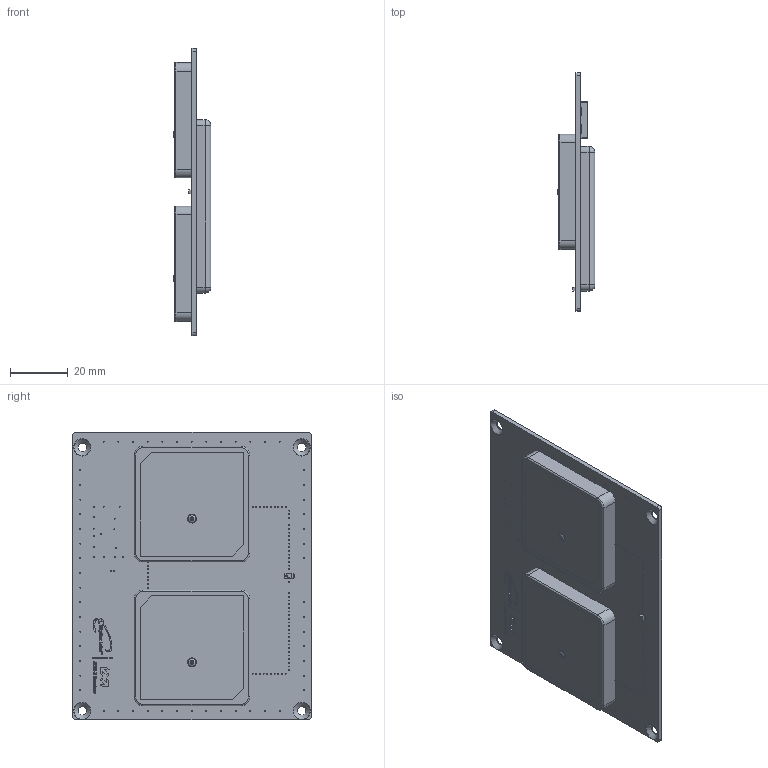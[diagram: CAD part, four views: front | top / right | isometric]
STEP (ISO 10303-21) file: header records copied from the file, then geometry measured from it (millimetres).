
FILE_DESCRIPTION (( '' ), '' );
FILE_NAME ('', '', ( '' ), ( '' ), '', '', '' );
FILE_SCHEMA (('CONFIG_CONTROL_DESIGN'));
Products named in the file (12): piADS-B double; logo ads; Pico-Lock 504050-0691; patch 60606; patch 40406_1; patch 40406_2; User Library-LTST-C230KGKT; pcb; shield; cubot; cutop; shield2bmi-s-101-stp-file
Assembly tree (12 placements, depth 3):
  piADS-B double
    logo ads
    patch 60606  x2
      patch 40406_1
      patch 40406_2
    Pico-Lock 504050-0691
    User Library-LTST-C230KGKT
    pcb
    shield
    cubot
    cutop
    shield2bmi-s-101-stp-file
Bounding box: 13.1 x 82.6 x 99.5 mm (x, y, z)
Volume: 47142.8 mm3; surface area: 40892.3 mm2
Topology: 54 solids, 54 shells, 1900 faces, 5156 edges, 3382 vertices
Faces by surface type: plane 1239, cylinder 499, bspline 122, sphere 16, cone 14, torus 10
Full cylindrical faces by diameter (mm): 0.314 x287, 0.838 x2, 1.05 x4, 1.6 x11, 3 x8, 6 x4
Entity records: 69457 total; most frequent: CARTESIAN_POINT 20167, ORIENTED_EDGE 10126, DIRECTION 9363, EDGE_CURVE 5063, LINE 3817, VECTOR 3817, VERTEX_POINT 3322, AXIS2_PLACEMENT_3D 2773
